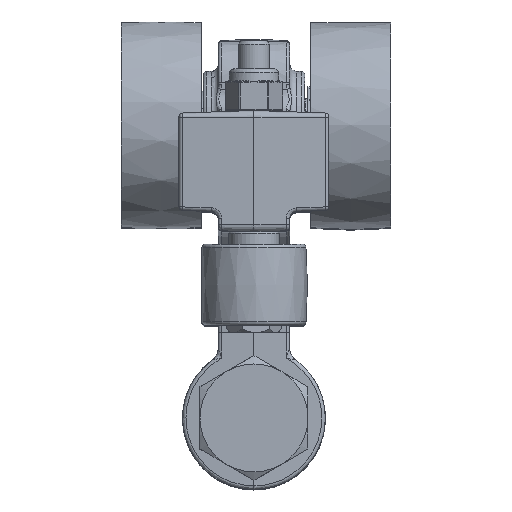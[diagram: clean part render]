
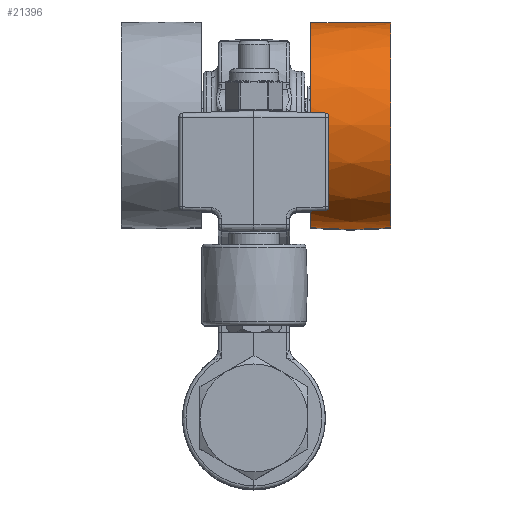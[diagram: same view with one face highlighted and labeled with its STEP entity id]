
A CAD part, top view. The second image highlights one B-rep face of the part: STEP entity #21396.
In plain terms, the highlighted free-form (B-spline) face has degree [2, 2] with [3, 9] control points.
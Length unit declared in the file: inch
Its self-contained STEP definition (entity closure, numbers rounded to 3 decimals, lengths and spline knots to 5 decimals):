
#21252=CARTESIAN_POINT('',(-0.698,0.89725,0.0));
#21253=VERTEX_POINT('',#21252);
#21254=CARTESIAN_POINT('',(-0.698,0.,0.0));
#21255=DIRECTION('',(1.0,0.0,0.0));
#21256=DIRECTION('',(0.0,1.0,0.0));
#21257=AXIS2_PLACEMENT_3D('',#21254,#21255,#21256);
#21258=CIRCLE('',#21257,0.89725);
#21259=EDGE_CURVE('',#21253,#21253,#21258,.T.);
#21320=CARTESIAN_POINT('',(0.,0.89725,0.0));
#21321=VERTEX_POINT('',#21320);
#21322=CARTESIAN_POINT('',(0.,0.,0.0));
#21323=DIRECTION('',(1.0,0.0,0.0));
#21324=DIRECTION('',(0.0,1.0,0.0));
#21325=AXIS2_PLACEMENT_3D('',#21322,#21323,#21324);
#21326=CIRCLE('',#21325,0.89725);
#21327=EDGE_CURVE('',#21321,#21321,#21326,.T.);
#21355=CARTESIAN_POINT('',(-0.698,0.,0.89725));
#21356=CARTESIAN_POINT('',(-0.349,0.,0.92781));
#21357=CARTESIAN_POINT('',(0.,0.,0.89725));
#21358=CARTESIAN_POINT('',(-0.698,0.89725,0.89725));
#21359=CARTESIAN_POINT('',(-0.349,0.92781,0.92781));
#21360=CARTESIAN_POINT('',(0.,0.89725,0.89725));
#21361=CARTESIAN_POINT('',(-0.698,0.89725,0.));
#21362=CARTESIAN_POINT('',(-0.349,0.92781,0.));
#21363=CARTESIAN_POINT('',(0.,0.89725,0.));
#21364=CARTESIAN_POINT('',(-0.698,0.89725,-0.89725));
#21365=CARTESIAN_POINT('',(-0.349,0.92781,-0.92781));
#21366=CARTESIAN_POINT('',(0.,0.89725,-0.89725));
#21367=CARTESIAN_POINT('',(-0.698,0.,-0.89725));
#21368=CARTESIAN_POINT('',(-0.349,0.,-0.92781));
#21369=CARTESIAN_POINT('',(0.,0.,-0.89725));
#21370=CARTESIAN_POINT('',(-0.698,-0.89725,-0.89725));
#21371=CARTESIAN_POINT('',(-0.349,-0.92781,-0.92781));
#21372=CARTESIAN_POINT('',(0.,-0.89725,-0.89725));
#21373=CARTESIAN_POINT('',(-0.698,-0.89725,0.));
#21374=CARTESIAN_POINT('',(-0.349,-0.92781,0.));
#21375=CARTESIAN_POINT('',(0.,-0.89725,0.));
#21376=CARTESIAN_POINT('',(-0.698,-0.89725,0.89725));
#21377=CARTESIAN_POINT('',(-0.349,-0.92781,0.92781));
#21378=CARTESIAN_POINT('',(0.,-0.89725,0.89725));
#21379=CARTESIAN_POINT('',(-0.698,0.,0.89725));
#21380=CARTESIAN_POINT('',(-0.349,0.,0.92781));
#21381=CARTESIAN_POINT('',(0.,0.,0.89725));
#21389=(BOUNDED_SURFACE()B_SPLINE_SURFACE(2,2,((#21355,#21358,#21361,#21364,#21367,#21370,#21373,#21376,#21379),(#21356,#21359,#21362,#21365,#21368,#21371,#21374,#21377,#21380),(#21357,#21360,#21363,#21366,#21369,#21372,#21375,#21378,#21381)),.UNSPECIFIED.,.F.,.T.,.U.)B_SPLINE_SURFACE_WITH_KNOTS((3,3),(3,2,2,2,3),(-0.08736,0.08736),(0.0,1.5708,3.14159,4.71239,6.28319),.UNSPECIFIED.)GEOMETRIC_REPRESENTATION_ITEM()RATIONAL_B_SPLINE_SURFACE(((1.0,0.707,1.0,0.707,1.0,0.707,1.0,0.707,1.0),(0.996,0.704,0.996,0.704,0.996,0.704,0.996,0.704,0.996),(1.0,0.707,1.0,0.707,1.0,0.707,1.0,0.707,1.0)))REPRESENTATION_ITEM('')SURFACE());
#21390=ORIENTED_EDGE('',*,*,#21327,.F.);
#21391=EDGE_LOOP('',(#21390));
#21392=FACE_OUTER_BOUND('',#21391,.T.);
#21393=ORIENTED_EDGE('',*,*,#21259,.T.);
#21394=EDGE_LOOP('',(#21393));
#21395=FACE_BOUND('',#21394,.T.);
#21396=ADVANCED_FACE('',(#21392,#21395),#21389,.T.);
